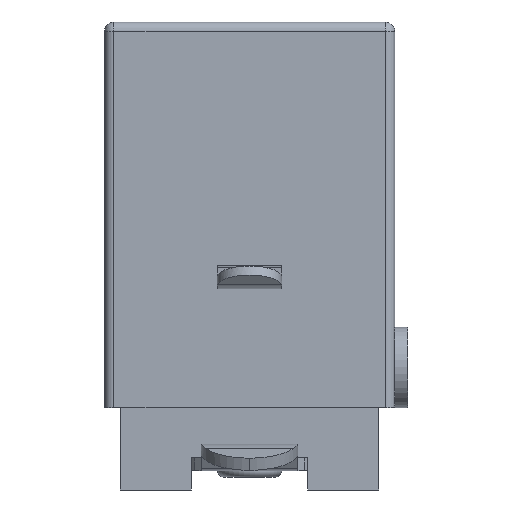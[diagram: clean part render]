
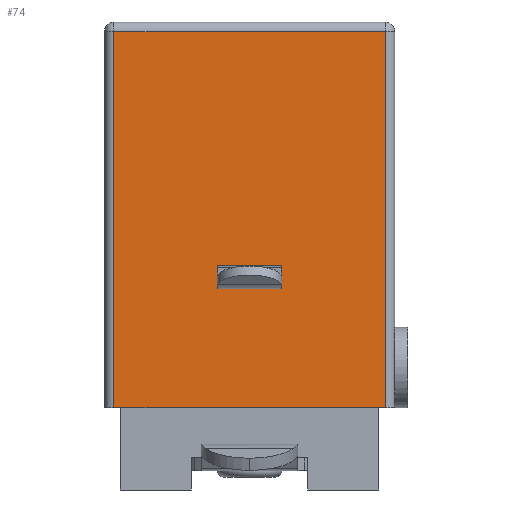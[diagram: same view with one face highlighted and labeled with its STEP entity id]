
A CAD part, front view. The second image highlights one B-rep face of the part: STEP entity #74.
In plain terms, the highlighted planar face has unit normal (0, -1, 0).
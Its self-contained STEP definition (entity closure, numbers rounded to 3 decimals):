
#74 = ADVANCED_FACE ( 'NONE', ( #2384 ), #2606, .T. ) ;
#253 = CARTESIAN_POINT ( 'NONE',  ( -4.2, 0., -0.3 ) ) ;
#299 = VERTEX_POINT ( 'NONE', #2473 ) ;
#325 = DIRECTION ( 'NONE',  ( 0., 0., -1. ) ) ;
#334 = CARTESIAN_POINT ( 'NONE',  ( -4.2, 0., -0.3 ) ) ;
#541 = DIRECTION ( 'NONE',  ( 0., 0., 1. ) ) ;
#640 = EDGE_LOOP ( 'NONE', ( #2496, #2727, #813, #1486 ) ) ;
#813 = ORIENTED_EDGE ( 'NONE', *, *, #1206, .T. ) ;
#831 = AXIS2_PLACEMENT_3D ( 'NONE', #1429, #2593, #325 ) ;
#902 = VERTEX_POINT ( 'NONE', #1585 ) ;
#994 = DIRECTION ( 'NONE',  ( -1., 0., 0. ) ) ;
#1015 = CARTESIAN_POINT ( 'NONE',  ( 4.2, 0., -0.3 ) ) ;
#1061 = EDGE_CURVE ( 'NONE', #299, #2611, #2451, .T. ) ;
#1185 = LINE ( 'NONE', #2698, #1732 ) ;
#1206 = EDGE_CURVE ( 'NONE', #2893, #2611, #1625, .T. ) ;
#1429 = CARTESIAN_POINT ( 'NONE',  ( -4.2, 0., -14.5 ) ) ;
#1468 = DIRECTION ( 'NONE',  ( -1., 0., 0. ) ) ;
#1486 = ORIENTED_EDGE ( 'NONE', *, *, #1061, .F. ) ;
#1585 = CARTESIAN_POINT ( 'NONE',  ( 4.2, 0., -11.95 ) ) ;
#1625 = LINE ( 'NONE', #334, #2156 ) ;
#1634 = CARTESIAN_POINT ( 'NONE',  ( -4.2, 0., -14.5 ) ) ;
#1706 = VECTOR ( 'NONE', #541, 1000. ) ;
#1732 = VECTOR ( 'NONE', #1790, 1000. ) ;
#1790 = DIRECTION ( 'NONE',  ( 0., 0., 1. ) ) ;
#1899 = CARTESIAN_POINT ( 'NONE',  ( 4.5, 0., -11.95 ) ) ;
#1942 = LINE ( 'NONE', #1899, #2373 ) ;
#1976 = EDGE_CURVE ( 'NONE', #902, #299, #1942, .T. ) ;
#2156 = VECTOR ( 'NONE', #1468, 1000. ) ;
#2373 = VECTOR ( 'NONE', #994, 1000. ) ;
#2384 = FACE_OUTER_BOUND ( 'NONE', #640, .T. ) ;
#2451 = LINE ( 'NONE', #1634, #1706 ) ;
#2473 = CARTESIAN_POINT ( 'NONE',  ( -4.2, 0., -11.95 ) ) ;
#2496 = ORIENTED_EDGE ( 'NONE', *, *, #1976, .F. ) ;
#2565 = EDGE_CURVE ( 'NONE', #902, #2893, #1185, .T. ) ;
#2593 = DIRECTION ( 'NONE',  ( 0., -1., 0. ) ) ;
#2606 = PLANE ( 'NONE',  #831 ) ;
#2611 = VERTEX_POINT ( 'NONE', #253 ) ;
#2698 = CARTESIAN_POINT ( 'NONE',  ( 4.2, 0., -14.5 ) ) ;
#2727 = ORIENTED_EDGE ( 'NONE', *, *, #2565, .T. ) ;
#2893 = VERTEX_POINT ( 'NONE', #1015 ) ;
